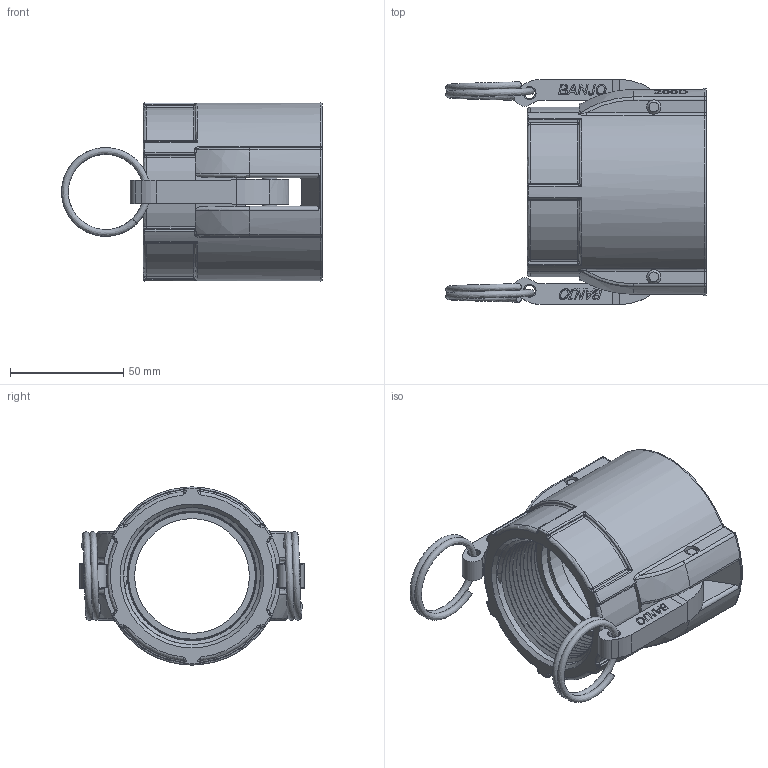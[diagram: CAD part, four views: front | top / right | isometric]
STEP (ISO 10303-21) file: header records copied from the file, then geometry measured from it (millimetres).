
FILE_DESCRIPTION(/* description */ ('2" FEMALE COUPLER x 2" FEMALE THREAD'),/* implementation_level */ '2;1');
FILE_NAME(/* name */ '200D.stp',/* time_stamp */ '2022-10-17T09:32:52-04:00',/* author */ ('MEG'),/* organization */ (''),/* preprocessor_version */ 'ST-DEVELOPER v18.1',/* originating_system */ 'Autodesk Inventor 2022',/* authorisation */ '');
FILE_SCHEMA (('AUTOMOTIVE_DESIGN { 1 0 10303 214 3 1 1 }'));
Length unit declared in the file: inch
Products named in the file (7): 200D; 200XD; 150(200)K; 150(200)XK; 150RING; 200G; 200P
Assembly tree (8 placements, depth 3):
  200D
    200XD
    150(200)K  x2
      150(200)XK
      150RING
    200G
    200P  x2
Bounding box: 115.29 x 99.44 x 78.74 mm (x, y, z)
Volume: 178386.8 mm3; surface area: 65447.4 mm2
Topology: 8 solids, 8 shells, 988 faces, 2599 edges, 1650 vertices
Faces by surface type: plane 406, bspline 357, cylinder 142, torus 32, cone 27, sphere 24
Full cylindrical faces by diameter (mm): 4.953 x2, 6.325 x2, 6.35 x4, 6.553 x2, 50.8 x2, 64.135 x1, 66.675 x1, 67.691 x1
Entity records: 67212 total; most frequent: CARTESIAN_POINT 49587, ORIENTED_EDGE 4104, DIRECTION 2754, EDGE_CURVE 2052, VERTEX_POINT 1310, LINE 920, VECTOR 920, AXIS2_PLACEMENT_3D 917
